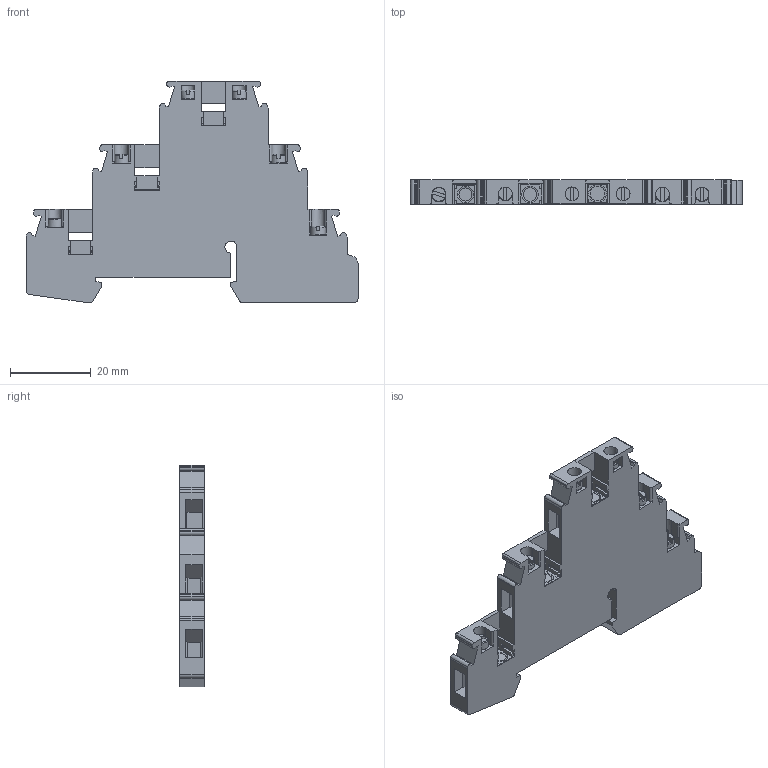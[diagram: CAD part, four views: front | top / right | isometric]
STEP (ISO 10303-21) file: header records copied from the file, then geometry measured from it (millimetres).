
FILE_DESCRIPTION(/* description */ ('Unknown'),/* implementation_level */ '2;1');
FILE_NAME(/* name */ 'DU3D4_3D_SOLID',/* time_stamp */ '2024-12-10T10:05:57+06:00',/* author */ ('Unknown'),/* organization */ ('Unknown'),/* preprocessor_version */ 'ST-DEVELOPER v16.7',/* originating_system */ 'Solid Edge',/* authorisation */ 'Unknown');
FILE_SCHEMA (('AUTOMOTIVE_DESIGN {1 0 10303 214 3 1 1}'));
Length unit declared in the file: millimetre
Products named in the file (1): DU3D4_3D_SOLID
Bounding box: 82.3 x 6 x 55 mm (x, y, z)
Volume: 15085.2 mm3; surface area: 8671.9 mm2
Topology: 1 solids, 1 shells, 433 faces, 1286 edges, 854 vertices
Faces by surface type: plane 344, cylinder 66, torus 23
Full cylindrical faces by diameter (mm): 3 x2, 3.4 x2, 3.75 x4
Entity records: 17382 total; most frequent: CARTESIAN_POINT 2726, ORIENTED_EDGE 2518, DIRECTION 2265, EDGE_CURVE 1259, LINE 1023, VECTOR 1023, VERTEX_POINT 842, AXIS2_PLACEMENT_3D 621
